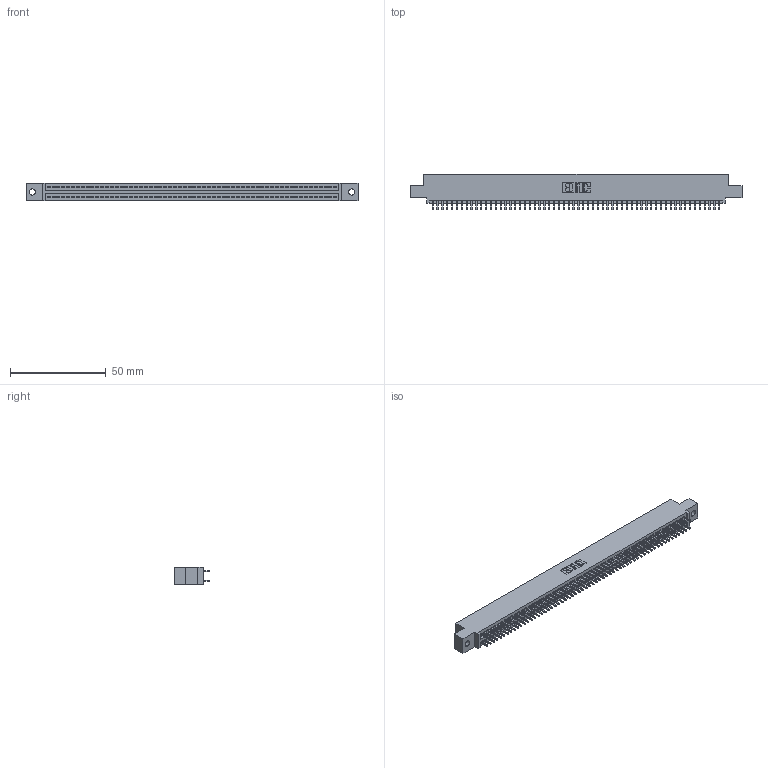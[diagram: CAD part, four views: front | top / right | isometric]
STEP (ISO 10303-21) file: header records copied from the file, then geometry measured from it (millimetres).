
FILE_DESCRIPTION (( 'STEP AP203' ), '1' );
FILE_NAME ('395-120-521-502.STEP', '2019-10-28T03:50:09', ( '' ), ( '' ), 'SwSTEP 2.0', 'SolidWorks 2016', '' );
FILE_SCHEMA (( 'CONFIG_CONTROL_DESIGN' ));
Length unit declared in the file: inch
Products named in the file (3): 345 Part_0.110 Offset - 0.128 Dia; 345-292-001_345-293-121; 395-120-521-502
Assembly tree (121 placements, depth 2):
  395-120-521-502
    345 Part_0.110 Offset - 0.128 Dia
    345-292-001_345-293-121  x120
Bounding box: 173.61 x 18.72 x 9.4 mm (x, y, z)
Volume: 16872.6 mm3; surface area: 24790.5 mm2
Topology: 121 solids, 121 shells, 6130 faces, 18233 edges, 11994 vertices
Faces by surface type: plane 4044, cylinder 2086
Entity records: 44807 total; most frequent: CARTESIAN_POINT 7496, ORIENTED_EDGE 7430, DIRECTION 6587, EDGE_CURVE 3715, VECTOR 3343, LINE 3343, VERTEX_POINT 2474, AXIS2_PLACEMENT_3D 1622
